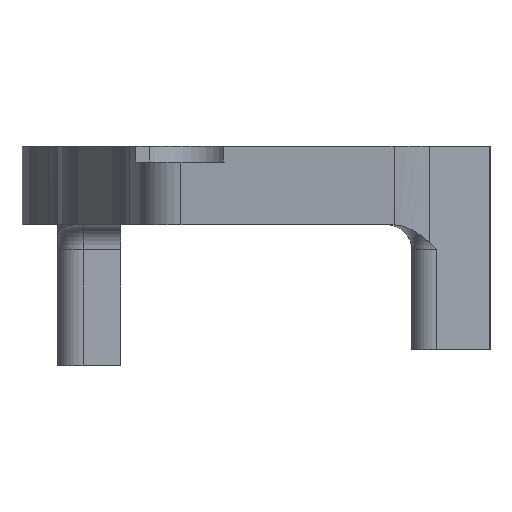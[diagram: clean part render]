
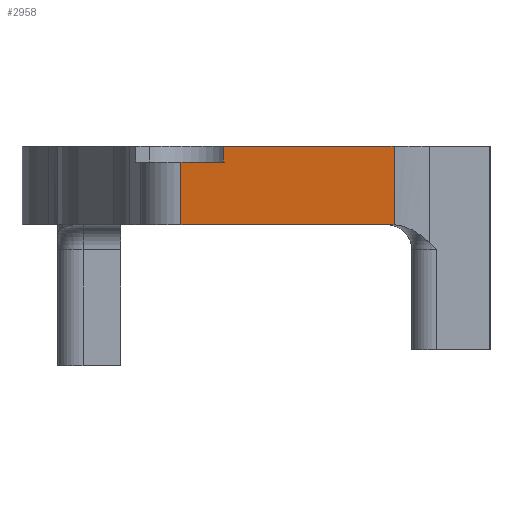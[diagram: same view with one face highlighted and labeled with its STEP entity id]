
A CAD part, left-side view. The second image highlights one B-rep face of the part: STEP entity #2958.
In plain terms, the highlighted planar face has unit normal (-0.994, 0.114, 0).
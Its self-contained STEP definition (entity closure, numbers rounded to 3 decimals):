
#560=B_SPLINE_CURVE_WITH_KNOTS('',3,(#4643,#4644,#4645,#4646),
 .UNSPECIFIED.,.F.,.F.,(4,4),(0.128,0.134),
 .UNSPECIFIED.);
#638=PLANE('',#3230);
#749=FACE_OUTER_BOUND('',#896,.T.);
#896=EDGE_LOOP('',(#2701,#2702,#2703,#2704,#2705,#2706,#2707));
#948=LINE('',#4260,#1155);
#980=LINE('',#4419,#1187);
#1021=LINE('',#4598,#1228);
#1023=LINE('',#4606,#1230);
#1033=LINE('',#4633,#1240);
#1064=LINE('',#4798,#1271);
#1155=VECTOR('',#3394,10.);
#1187=VECTOR('',#3504,10.);
#1228=VECTOR('',#3653,10.);
#1230=VECTOR('',#3663,10.);
#1240=VECTOR('',#3691,10.);
#1271=VECTOR('',#3826,10.);
#1573=VERTEX_POINT('',#4257);
#1574=VERTEX_POINT('',#4259);
#1637=VERTEX_POINT('',#4416);
#1638=VERTEX_POINT('',#4418);
#1710=VERTEX_POINT('',#4596);
#1712=VERTEX_POINT('',#4604);
#1721=VERTEX_POINT('',#4642);
#1803=EDGE_CURVE('',#1573,#1574,#948,.T.);
#1872=EDGE_CURVE('',#1637,#1638,#980,.T.);
#1957=EDGE_CURVE('',#1573,#1710,#1021,.T.);
#1961=EDGE_CURVE('',#1710,#1712,#1023,.T.);
#1975=EDGE_CURVE('',#1712,#1638,#1033,.T.);
#1980=EDGE_CURVE('',#1637,#1721,#560,.F.);
#2037=EDGE_CURVE('',#1574,#1721,#1064,.T.);
#2701=ORIENTED_EDGE('',*,*,#1961,.T.);
#2702=ORIENTED_EDGE('',*,*,#1975,.T.);
#2703=ORIENTED_EDGE('',*,*,#1872,.F.);
#2704=ORIENTED_EDGE('',*,*,#1980,.T.);
#2705=ORIENTED_EDGE('',*,*,#2037,.F.);
#2706=ORIENTED_EDGE('',*,*,#1803,.F.);
#2707=ORIENTED_EDGE('',*,*,#1957,.T.);
#2958=ADVANCED_FACE('',(#749),#638,.T.);
#3230=AXIS2_PLACEMENT_3D('',#4901,#3969,#3970);
#3394=DIRECTION('',(-0.114,-0.994,0.));
#3504=DIRECTION('',(0.114,0.994,0.));
#3653=DIRECTION('',(0.,0.,-1.));
#3663=DIRECTION('',(0.114,0.994,0.));
#3691=DIRECTION('',(0.,0.,-1.));
#3826=DIRECTION('',(0.,0.,-1.));
#3969=DIRECTION('center_axis',(-0.994,0.114,0.));
#3970=DIRECTION('ref_axis',(0.114,0.994,0.));
#4257=CARTESIAN_POINT('',(-23.312,-0.183,0.));
#4259=CARTESIAN_POINT('',(-23.935,-5.634,0.));
#4260=CARTESIAN_POINT('',(-23.157,1.17,0.));
#4416=CARTESIAN_POINT('',(-23.929,-5.576,-2.5));
#4418=CARTESIAN_POINT('',(-23.157,1.17,-2.5));
#4419=CARTESIAN_POINT('',(-23.157,1.17,-2.5));
#4596=CARTESIAN_POINT('',(-23.312,-0.183,-0.5));
#4598=CARTESIAN_POINT('',(-23.312,-0.183,0.));
#4604=CARTESIAN_POINT('',(-23.157,1.17,-0.5));
#4606=CARTESIAN_POINT('',(-23.576,-2.491,-0.5));
#4633=CARTESIAN_POINT('',(-23.157,1.17,0.));
#4642=CARTESIAN_POINT('',(-23.935,-5.634,-2.501));
#4643=CARTESIAN_POINT('Ctrl Pts',(-23.935,-5.634,-2.501));
#4644=CARTESIAN_POINT('Ctrl Pts',(-23.933,-5.614,-2.5));
#4645=CARTESIAN_POINT('Ctrl Pts',(-23.931,-5.595,-2.5));
#4646=CARTESIAN_POINT('Ctrl Pts',(-23.929,-5.576,-2.5));
#4798=CARTESIAN_POINT('',(-23.935,-5.634,0.));
#4901=CARTESIAN_POINT('Origin',(-24.,-6.2,0.));
